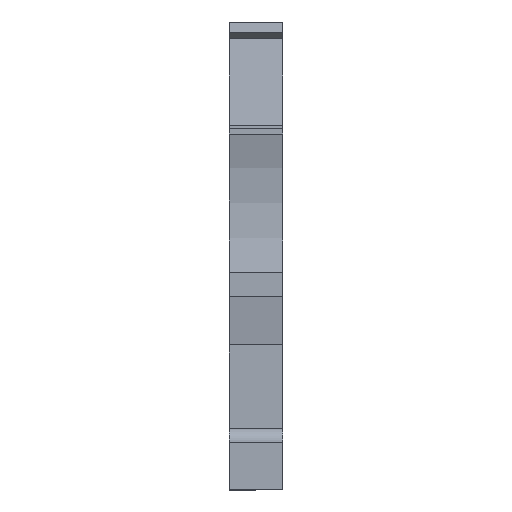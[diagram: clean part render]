
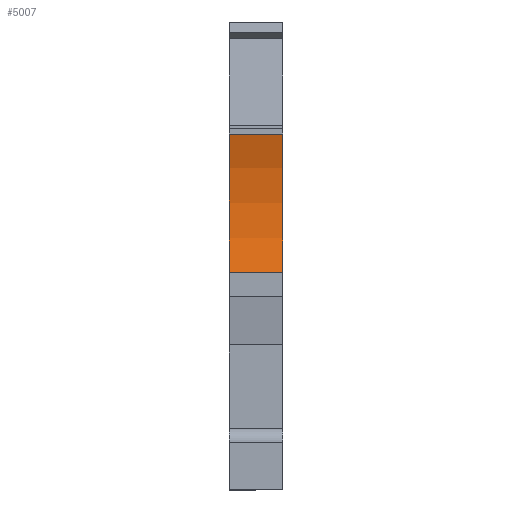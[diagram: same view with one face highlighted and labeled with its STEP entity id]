
A CAD part, front view. The second image highlights one B-rep face of the part: STEP entity #5007.
In plain terms, the highlighted cylindrical face has radius 15 mm (diameter 30 mm), a partial arc.
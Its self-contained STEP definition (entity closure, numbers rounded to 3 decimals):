
#404=CYLINDRICAL_SURFACE('',#5297,15.);
#449=CIRCLE('',#5237,15.);
#463=CIRCLE('',#5277,15.);
#561=VERTEX_POINT('',#6766);
#562=VERTEX_POINT('',#6768);
#653=VERTEX_POINT('',#6999);
#654=VERTEX_POINT('',#7001);
#1189=VECTOR('',#5867,1.);
#1191=VECTOR('',#5872,1.);
#1788=LINE('',#7102,#1189);
#1790=LINE('',#7106,#1191);
#2250=EDGE_CURVE('',#561,#562,#449,.T.);
#2367=EDGE_CURVE('',#654,#653,#463,.T.);
#2421=EDGE_CURVE('',#561,#654,#1788,.T.);
#2423=EDGE_CURVE('',#562,#653,#1790,.T.);
#3272=ORIENTED_EDGE('',*,*,#2421,.T.);
#3273=ORIENTED_EDGE('',*,*,#2367,.T.);
#3274=ORIENTED_EDGE('',*,*,#2423,.F.);
#3275=ORIENTED_EDGE('',*,*,#2250,.F.);
#4477=EDGE_LOOP('',(#3272,#3273,#3274,#3275));
#4742=FACE_BOUND('',#4477,.T.);
#5007=ADVANCED_FACE('',(#4742),#404,.F.);
#5237=AXIS2_PLACEMENT_3D('',#6767,#5632,#5633);
#5277=AXIS2_PLACEMENT_3D('',#7000,#5794,#5795);
#5297=AXIS2_PLACEMENT_3D('',#7105,#5870,#5871);
#5632=DIRECTION('',(0.,0.,1.));
#5633=DIRECTION('',(14.888,-1.828,0.));
#5794=DIRECTION('',(0.,0.,1.));
#5795=DIRECTION('',(14.888,-1.828,0.));
#5867=DIRECTION('',(0.,0.,1.));
#5870=DIRECTION('',(0.,0.,1.));
#5871=DIRECTION('',(14.888,-1.828,0.));
#5872=DIRECTION('',(0.,0.,1.));
#6766=CARTESIAN_POINT('',(-2.296,13.381,-3.5));
#6767=CARTESIAN_POINT('',(-16.605,17.881,-3.5));
#6768=CARTESIAN_POINT('',(-2.296,22.381,-3.5));
#6999=CARTESIAN_POINT('',(-2.296,22.381,0.));
#7000=CARTESIAN_POINT('',(-16.605,17.881,0.));
#7001=CARTESIAN_POINT('',(-2.296,13.381,0.));
#7102=CARTESIAN_POINT('',(-2.296,13.381,-3.5));
#7105=CARTESIAN_POINT('',(-16.605,17.881,-3.5));
#7106=CARTESIAN_POINT('',(-2.296,22.381,-3.5));
